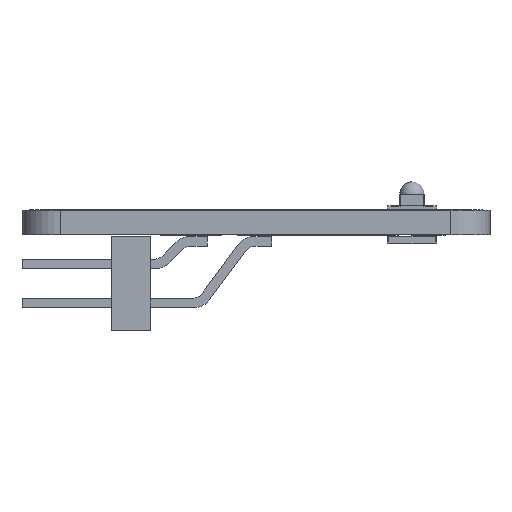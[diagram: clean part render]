
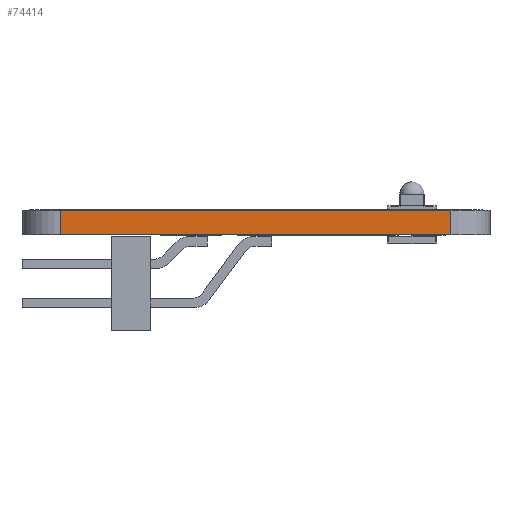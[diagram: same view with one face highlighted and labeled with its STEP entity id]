
A CAD part, front view. The second image highlights one B-rep face of the part: STEP entity #74414.
In plain terms, the highlighted planar face has unit normal (0, -1, 0).
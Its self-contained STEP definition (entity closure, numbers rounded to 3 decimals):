
#74068 = VERTEX_POINT('',#74069);
#74069 = CARTESIAN_POINT('',(104.14,-149.86,0.));
#74076 = EDGE_CURVE('',#74068,#74077,#74079,.T.);
#74077 = VERTEX_POINT('',#74078);
#74078 = CARTESIAN_POINT('',(78.74,-149.86,0.));
#74079 = LINE('',#74080,#74081);
#74080 = CARTESIAN_POINT('',(104.14,-149.86,0.));
#74081 = VECTOR('',#74082,1.);
#74082 = DIRECTION('',(-1.,0.,0.));
#74219 = VERTEX_POINT('',#74220);
#74220 = CARTESIAN_POINT('',(104.14,-149.86,1.6));
#74227 = EDGE_CURVE('',#74219,#74228,#74230,.T.);
#74228 = VERTEX_POINT('',#74229);
#74229 = CARTESIAN_POINT('',(78.74,-149.86,1.6));
#74230 = LINE('',#74231,#74232);
#74231 = CARTESIAN_POINT('',(104.14,-149.86,1.6));
#74232 = VECTOR('',#74233,1.);
#74233 = DIRECTION('',(-1.,0.,0.));
#74386 = EDGE_CURVE('',#74068,#74219,#74387,.T.);
#74387 = LINE('',#74388,#74389);
#74388 = CARTESIAN_POINT('',(104.14,-149.86,0.));
#74389 = VECTOR('',#74390,1.);
#74390 = DIRECTION('',(0.,0.,1.));
#74414 = ADVANCED_FACE('',(#74415),#74426,.T.);
#74415 = FACE_BOUND('',#74416,.T.);
#74416 = EDGE_LOOP('',(#74417,#74418,#74419,#74425));
#74417 = ORIENTED_EDGE('',*,*,#74386,.T.);
#74418 = ORIENTED_EDGE('',*,*,#74227,.T.);
#74419 = ORIENTED_EDGE('',*,*,#74420,.F.);
#74420 = EDGE_CURVE('',#74077,#74228,#74421,.T.);
#74421 = LINE('',#74422,#74423);
#74422 = CARTESIAN_POINT('',(78.74,-149.86,0.));
#74423 = VECTOR('',#74424,1.);
#74424 = DIRECTION('',(0.,0.,1.));
#74425 = ORIENTED_EDGE('',*,*,#74076,.F.);
#74426 = PLANE('',#74427);
#74427 = AXIS2_PLACEMENT_3D('',#74428,#74429,#74430);
#74428 = CARTESIAN_POINT('',(104.14,-149.86,0.));
#74429 = DIRECTION('',(0.,-1.,0.));
#74430 = DIRECTION('',(-1.,0.,0.));
